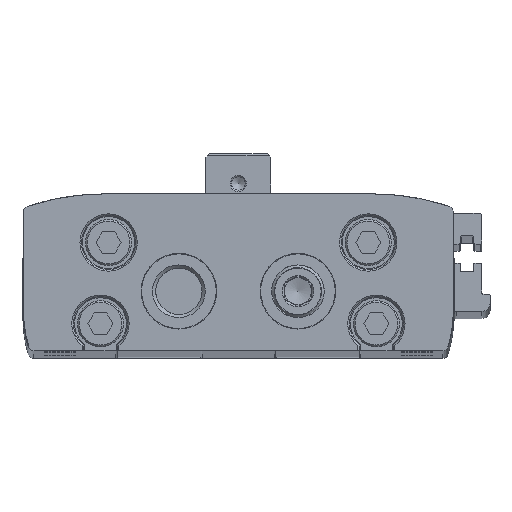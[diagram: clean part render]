
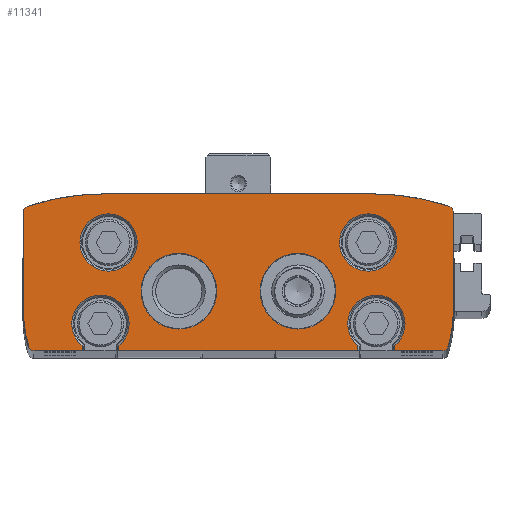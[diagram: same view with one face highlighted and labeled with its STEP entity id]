
A CAD part, top view. The second image highlights one B-rep face of the part: STEP entity #11341.
In plain terms, the highlighted planar face has unit normal (0, 0, 1).
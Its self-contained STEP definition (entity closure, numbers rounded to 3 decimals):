
#566=CIRCLE('',#12355,5.3);
#567=CIRCLE('',#12356,5.3);
#568=CIRCLE('',#12357,1.);
#569=CIRCLE('',#12358,21.);
#570=CIRCLE('',#12359,1.);
#571=CIRCLE('',#12360,45.);
#572=CIRCLE('',#12361,45.);
#573=CIRCLE('',#12362,1.);
#574=CIRCLE('',#12363,21.);
#575=CIRCLE('',#12364,1.);
#576=CIRCLE('',#12365,5.3);
#577=CIRCLE('',#12366,5.3);
#578=CIRCLE('',#12367,7.);
#579=CIRCLE('',#12368,7.);
#1320=ORIENTED_EDGE('',*,*,#4457,.F.);
#1321=ORIENTED_EDGE('',*,*,#4446,.T.);
#1322=ORIENTED_EDGE('',*,*,#4314,.T.);
#1323=ORIENTED_EDGE('',*,*,#4448,.F.);
#1324=ORIENTED_EDGE('',*,*,#4458,.F.);
#1325=ORIENTED_EDGE('',*,*,#4456,.T.);
#1326=ORIENTED_EDGE('',*,*,#4306,.T.);
#1327=ORIENTED_EDGE('',*,*,#4459,.T.);
#1328=ORIENTED_EDGE('',*,*,#4460,.T.);
#1329=ORIENTED_EDGE('',*,*,#4461,.T.);
#1330=ORIENTED_EDGE('',*,*,#4462,.T.);
#1331=ORIENTED_EDGE('',*,*,#4463,.T.);
#1332=ORIENTED_EDGE('',*,*,#4464,.T.);
#1333=ORIENTED_EDGE('',*,*,#4465,.T.);
#1334=ORIENTED_EDGE('',*,*,#4466,.T.);
#1335=ORIENTED_EDGE('',*,*,#4467,.T.);
#1336=ORIENTED_EDGE('',*,*,#4468,.T.);
#1337=ORIENTED_EDGE('',*,*,#4469,.T.);
#1338=ORIENTED_EDGE('',*,*,#4302,.T.);
#1339=ORIENTED_EDGE('',*,*,#4438,.F.);
#1340=ORIENTED_EDGE('',*,*,#4470,.F.);
#1341=ORIENTED_EDGE('',*,*,#4471,.F.);
#1342=ORIENTED_EDGE('',*,*,#4472,.F.);
#1343=ORIENTED_EDGE('',*,*,#4473,.F.);
#4302=EDGE_CURVE('',#5887,#5886,#7015,.T.);
#4306=EDGE_CURVE('',#5891,#5890,#7019,.T.);
#4314=EDGE_CURVE('',#5899,#5898,#7023,.T.);
#4438=EDGE_CURVE('',#6010,#5886,#7093,.T.);
#4446=EDGE_CURVE('',#6015,#5899,#7100,.T.);
#4448=EDGE_CURVE('',#6016,#5898,#7101,.T.);
#4456=EDGE_CURVE('',#6021,#5891,#7108,.T.);
#4457=EDGE_CURVE('',#6015,#6010,#566,.T.);
#4458=EDGE_CURVE('',#6021,#6016,#567,.T.);
#4459=EDGE_CURVE('',#5890,#6022,#568,.T.);
#4460=EDGE_CURVE('',#6022,#6023,#569,.T.);
#4461=EDGE_CURVE('',#6023,#6024,#7109,.T.);
#4462=EDGE_CURVE('',#6024,#6025,#570,.T.);
#4463=EDGE_CURVE('',#6025,#6026,#571,.T.);
#4464=EDGE_CURVE('',#6026,#6027,#7110,.T.);
#4465=EDGE_CURVE('',#6027,#6028,#572,.T.);
#4466=EDGE_CURVE('',#6028,#6029,#573,.T.);
#4467=EDGE_CURVE('',#6029,#6030,#7111,.T.);
#4468=EDGE_CURVE('',#6030,#6031,#574,.T.);
#4469=EDGE_CURVE('',#6031,#5887,#575,.T.);
#4470=EDGE_CURVE('',#6032,#6032,#576,.T.);
#4471=EDGE_CURVE('',#6033,#6033,#577,.T.);
#4472=EDGE_CURVE('',#6034,#6034,#578,.T.);
#4473=EDGE_CURVE('',#6035,#6035,#579,.T.);
#5886=VERTEX_POINT('',#17355);
#5887=VERTEX_POINT('',#17357);
#5890=VERTEX_POINT('',#17363);
#5891=VERTEX_POINT('',#17365);
#5898=VERTEX_POINT('',#17379);
#5899=VERTEX_POINT('',#17381);
#6010=VERTEX_POINT('',#17645);
#6015=VERTEX_POINT('',#17664);
#6016=VERTEX_POINT('',#17671);
#6021=VERTEX_POINT('',#17690);
#6022=VERTEX_POINT('',#17696);
#6023=VERTEX_POINT('',#17698);
#6024=VERTEX_POINT('',#17700);
#6025=VERTEX_POINT('',#17702);
#6026=VERTEX_POINT('',#17704);
#6027=VERTEX_POINT('',#17706);
#6028=VERTEX_POINT('',#17708);
#6029=VERTEX_POINT('',#17710);
#6030=VERTEX_POINT('',#17712);
#6031=VERTEX_POINT('',#17714);
#6032=VERTEX_POINT('',#17717);
#6033=VERTEX_POINT('',#17719);
#6034=VERTEX_POINT('',#17721);
#6035=VERTEX_POINT('',#17723);
#7015=LINE('',#17356,#7933);
#7019=LINE('',#17364,#7937);
#7023=LINE('',#17380,#7941);
#7093=LINE('',#17647,#8011);
#7100=LINE('',#17665,#8018);
#7101=LINE('',#17673,#8019);
#7108=LINE('',#17691,#8026);
#7109=LINE('',#17699,#8027);
#7110=LINE('',#17705,#8028);
#7111=LINE('',#17711,#8029);
#7933=VECTOR('',#13672,1000.);
#7937=VECTOR('',#13676,1000.);
#7941=VECTOR('',#13688,1000.);
#8011=VECTOR('',#13886,1000.);
#8018=VECTOR('',#13899,1000.);
#8019=VECTOR('',#13902,1000.);
#8026=VECTOR('',#13915,1000.);
#8027=VECTOR('',#13926,1000.);
#8028=VECTOR('',#13931,1000.);
#8029=VECTOR('',#13936,1000.);
#8889=EDGE_LOOP('',(#1320,#1321,#1322,#1323,#1324,#1325,#1326,#1327,#1328,
#1329,#1330,#1331,#1332,#1333,#1334,#1335,#1336,#1337,#1338,#1339));
#8890=EDGE_LOOP('',(#1340));
#8891=EDGE_LOOP('',(#1341));
#8892=EDGE_LOOP('',(#1342));
#8893=EDGE_LOOP('',(#1343));
#9947=FACE_BOUND('',#8889,.T.);
#9948=FACE_BOUND('',#8890,.T.);
#9949=FACE_BOUND('',#8891,.T.);
#9950=FACE_BOUND('',#8892,.T.);
#9951=FACE_BOUND('',#8893,.T.);
#10979=PLANE('',#12354);
#11341=ADVANCED_FACE('',(#9947,#9948,#9949,#9950,#9951),#10979,.T.);
#12354=AXIS2_PLACEMENT_3D('',#17692,#13916,#13917);
#12355=AXIS2_PLACEMENT_3D('',#17693,#13918,#13919);
#12356=AXIS2_PLACEMENT_3D('',#17694,#13920,#13921);
#12357=AXIS2_PLACEMENT_3D('',#17695,#13922,#13923);
#12358=AXIS2_PLACEMENT_3D('',#17697,#13924,#13925);
#12359=AXIS2_PLACEMENT_3D('',#17701,#13927,#13928);
#12360=AXIS2_PLACEMENT_3D('',#17703,#13929,#13930);
#12361=AXIS2_PLACEMENT_3D('',#17707,#13932,#13933);
#12362=AXIS2_PLACEMENT_3D('',#17709,#13934,#13935);
#12363=AXIS2_PLACEMENT_3D('',#17713,#13937,#13938);
#12364=AXIS2_PLACEMENT_3D('',#17715,#13939,#13940);
#12365=AXIS2_PLACEMENT_3D('',#17716,#13941,#13942);
#12366=AXIS2_PLACEMENT_3D('',#17718,#13943,#13944);
#12367=AXIS2_PLACEMENT_3D('',#17720,#13945,#13946);
#12368=AXIS2_PLACEMENT_3D('',#17722,#13947,#13948);
#13672=DIRECTION('',(1.,0.,0.));
#13676=DIRECTION('',(1.,0.,0.));
#13688=DIRECTION('',(1.,0.,0.));
#13886=DIRECTION('',(0.,-1.,0.));
#13899=DIRECTION('',(0.,-1.,0.));
#13902=DIRECTION('',(0.,-1.,0.));
#13915=DIRECTION('',(0.,-1.,0.));
#13916=DIRECTION('',(0.,0.,1.));
#13917=DIRECTION('',(1.,0.,0.));
#13918=DIRECTION('',(0.,0.,1.));
#13919=DIRECTION('',(1.,0.,0.));
#13920=DIRECTION('',(0.,0.,1.));
#13921=DIRECTION('',(1.,0.,0.));
#13922=DIRECTION('',(0.,0.,1.));
#13923=DIRECTION('',(1.,0.,0.));
#13924=DIRECTION('',(0.,0.,1.));
#13925=DIRECTION('',(1.,0.,0.));
#13926=DIRECTION('',(0.,1.,0.));
#13927=DIRECTION('',(0.,0.,1.));
#13928=DIRECTION('',(1.,0.,0.));
#13929=DIRECTION('',(0.,0.,1.));
#13930=DIRECTION('',(1.,0.,0.));
#13931=DIRECTION('',(-1.,0.,0.));
#13932=DIRECTION('',(0.,0.,1.));
#13933=DIRECTION('',(1.,0.,0.));
#13934=DIRECTION('',(0.,0.,1.));
#13935=DIRECTION('',(1.,0.,0.));
#13936=DIRECTION('',(0.,-1.,0.));
#13937=DIRECTION('',(0.,0.,1.));
#13938=DIRECTION('',(1.,0.,0.));
#13939=DIRECTION('',(0.,0.,1.));
#13940=DIRECTION('',(1.,0.,0.));
#13941=DIRECTION('',(0.,0.,1.));
#13942=DIRECTION('',(1.,0.,0.));
#13943=DIRECTION('',(0.,0.,1.));
#13944=DIRECTION('',(1.,0.,0.));
#13945=DIRECTION('',(0.,0.,1.));
#13946=DIRECTION('',(1.,0.,0.));
#13947=DIRECTION('',(0.,0.,1.));
#13948=DIRECTION('',(1.,0.,0.));
#17355=CARTESIAN_POINT('',(-28.9,0.,400.));
#17356=CARTESIAN_POINT('',(-37.779,0.,400.));
#17357=CARTESIAN_POINT('',(-37.779,0.,400.));
#17363=CARTESIAN_POINT('',(37.779,0.,400.));
#17364=CARTESIAN_POINT('',(-37.779,0.,400.));
#17365=CARTESIAN_POINT('',(28.9,0.,400.));
#17379=CARTESIAN_POINT('',(22.1,0.,400.));
#17380=CARTESIAN_POINT('',(-37.779,0.,400.));
#17381=CARTESIAN_POINT('',(-22.1,0.,400.));
#17645=CARTESIAN_POINT('',(-28.9,0.934,400.));
#17647=CARTESIAN_POINT('',(-28.9,5.,400.));
#17664=CARTESIAN_POINT('',(-22.1,0.934,400.));
#17665=CARTESIAN_POINT('',(-22.1,5.,400.));
#17671=CARTESIAN_POINT('',(22.1,0.934,400.));
#17673=CARTESIAN_POINT('',(22.1,5.,400.));
#17690=CARTESIAN_POINT('',(28.9,0.934,400.));
#17691=CARTESIAN_POINT('',(28.9,5.,400.));
#17692=CARTESIAN_POINT('',(-18.7,7.,400.));
#17693=CARTESIAN_POINT('',(-25.5,5.,400.));
#17694=CARTESIAN_POINT('',(25.5,5.,400.));
#17695=CARTESIAN_POINT('',(37.779,1.,400.));
#17696=CARTESIAN_POINT('',(38.733,0.7,400.));
#17697=CARTESIAN_POINT('',(18.7,7.,400.));
#17698=CARTESIAN_POINT('',(39.7,7.,400.));
#17699=CARTESIAN_POINT('',(39.7,7.,400.));
#17700=CARTESIAN_POINT('',(39.7,25.713,400.));
#17701=CARTESIAN_POINT('',(38.7,25.713,400.));
#17702=CARTESIAN_POINT('',(39.018,26.661,400.));
#17703=CARTESIAN_POINT('',(24.7,-16.,400.));
#17704=CARTESIAN_POINT('',(24.7,29.,400.));
#17705=CARTESIAN_POINT('',(24.7,29.,400.));
#17706=CARTESIAN_POINT('',(-24.7,29.,400.));
#17707=CARTESIAN_POINT('',(-24.7,-16.,400.));
#17708=CARTESIAN_POINT('',(-39.018,26.661,400.));
#17709=CARTESIAN_POINT('',(-38.7,25.713,400.));
#17710=CARTESIAN_POINT('',(-39.7,25.713,400.));
#17711=CARTESIAN_POINT('',(-39.7,25.713,400.));
#17712=CARTESIAN_POINT('',(-39.7,7.,400.));
#17713=CARTESIAN_POINT('',(-18.7,7.,400.));
#17714=CARTESIAN_POINT('',(-38.733,0.7,400.));
#17715=CARTESIAN_POINT('',(-37.779,1.,400.));
#17716=CARTESIAN_POINT('',(-24.,20.,400.));
#17717=CARTESIAN_POINT('',(-18.7,20.,400.));
#17718=CARTESIAN_POINT('',(24.,20.,400.));
#17719=CARTESIAN_POINT('',(29.3,20.,400.));
#17720=CARTESIAN_POINT('',(-11.,11.,400.));
#17721=CARTESIAN_POINT('',(-4.,11.,400.));
#17722=CARTESIAN_POINT('',(11.,11.,400.));
#17723=CARTESIAN_POINT('',(18.,11.,400.));
